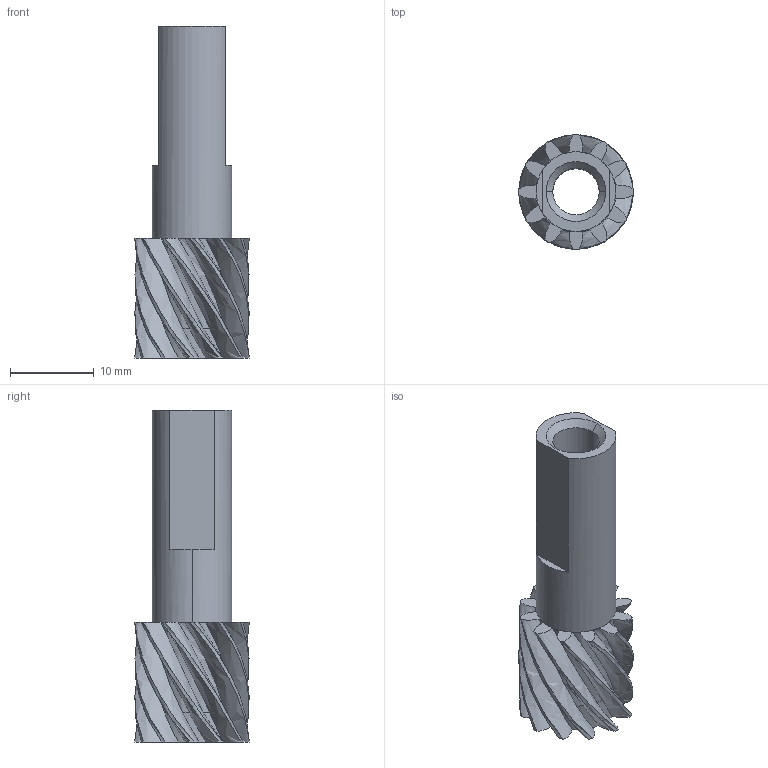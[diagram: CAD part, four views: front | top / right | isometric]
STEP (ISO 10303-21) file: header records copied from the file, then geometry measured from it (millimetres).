
FILE_DESCRIPTION(('produced by SPATIAL CORP'),'2;1');
FILE_NAME( 'pinion_gear.prt.hh.sat.stp' ,'2002-04-19T13:30:16+00:00',('SPATIAL CORP'),('SPATIAL CORP'), 'ACIS STEP Husk','http://www.spatial.com','SPATIAL CORP');
FILE_SCHEMA(('CONFIG_CONTROL_DESIGN'));
Length unit declared in the file: millimetre
Products named in the file (1): PRODUCT_ID_1
Bounding box: 13.71 x 13.71 x 39.69 mm (x, y, z)
Volume: 2250.8 mm3; surface area: 2708.3 mm2
Topology: 1 solids, 1 shells, 75 faces, 212 edges, 140 vertices
Faces by surface type: bspline 48, cylinder 16, plane 7, cone 4
Entity records: 11225 total; most frequent: CARTESIAN_POINT 9681, ORIENTED_EDGE 424, EDGE_CURVE 212, DIRECTION 202, VERTEX_POINT 140, AXIS2_PLACEMENT_3D 81, EDGE_LOOP 78, FACE_BOUND 78
